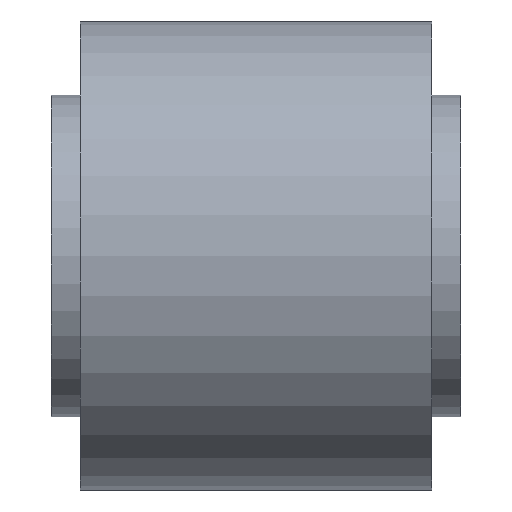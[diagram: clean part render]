
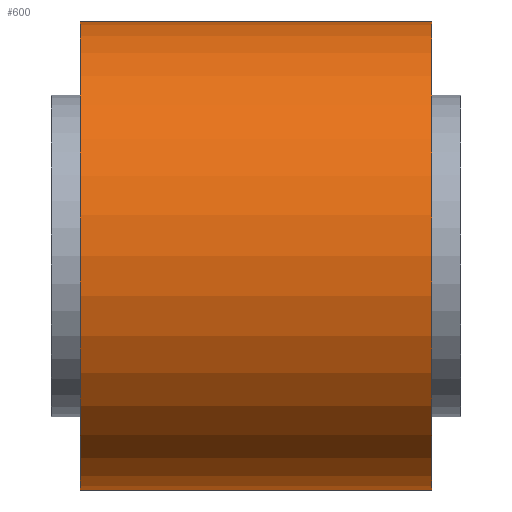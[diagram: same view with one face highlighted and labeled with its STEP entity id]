
A CAD part, top view. The second image highlights one B-rep face of the part: STEP entity #600.
In plain terms, the highlighted cylindrical face has radius 80 mm (diameter 160 mm), a full revolution.
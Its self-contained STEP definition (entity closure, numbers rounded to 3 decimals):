
#35=B_SPLINE_CURVE_WITH_KNOTS('',3,(#1028,#1029,#1030,#1031,#1032,#1033,
#1034,#1035,#1036,#1037,#1038,#1039,#1040,#1041,#1042,#1043,#1044,#1045,
#1046),.UNSPECIFIED.,.T.,.F.,(1,1,1,1,1,1,1,1,1,1,1,1,1,1,1,1,1,1,1,1,1,
1,1),(-0.015,-0.01,-0.005,0.,0.005,
0.01,0.015,0.02,0.025,
0.03,0.035,0.04,0.045,
0.05,0.055,0.06,0.065,
0.07,0.075,0.08,0.085,
0.091,0.096),.UNSPECIFIED.);
#123=ORIENTED_EDGE('',*,*,#277,.F.);
#124=ORIENTED_EDGE('',*,*,#278,.T.);
#125=ORIENTED_EDGE('',*,*,#279,.F.);
#277=EDGE_CURVE('',#353,#353,#397,.T.);
#278=EDGE_CURVE('',#354,#354,#398,.T.);
#279=EDGE_CURVE('',#355,#355,#35,.T.);
#353=VERTEX_POINT('',#1025);
#354=VERTEX_POINT('',#1027);
#355=VERTEX_POINT('',#1047);
#397=CIRCLE('',#676,80.);
#398=CIRCLE('',#677,80.);
#432=EDGE_LOOP('',(#123));
#433=EDGE_LOOP('',(#124));
#434=EDGE_LOOP('',(#125));
#504=FACE_BOUND('',#432,.T.);
#505=FACE_BOUND('',#433,.T.);
#506=FACE_BOUND('',#434,.T.);
#573=CYLINDRICAL_SURFACE('',#675,80.);
#600=ADVANCED_FACE('',(#504,#505,#506),#573,.T.);
#675=AXIS2_PLACEMENT_3D('',#1023,#804,#805);
#676=AXIS2_PLACEMENT_3D('',#1024,#806,#807);
#677=AXIS2_PLACEMENT_3D('',#1026,#808,#809);
#804=DIRECTION('',(1.,0.,0.));
#805=DIRECTION('',(0.,0.,-1.));
#806=DIRECTION('',(1.,0.,0.));
#807=DIRECTION('',(0.,0.,-1.));
#808=DIRECTION('',(1.,0.,0.));
#809=DIRECTION('',(0.,0.,-1.));
#1023=CARTESIAN_POINT('',(70.,0.,0.));
#1024=CARTESIAN_POINT('',(60.,0.,0.));
#1025=CARTESIAN_POINT('',(60.,0.,-80.));
#1026=CARTESIAN_POINT('',(-60.,0.,0.));
#1027=CARTESIAN_POINT('',(-60.,0.,-80.));
#1028=CARTESIAN_POINT('',(-12.171,-5.073,-79.887));
#1029=CARTESIAN_POINT('',(-13.188,0.004,-80.056));
#1030=CARTESIAN_POINT('',(-12.176,5.056,-79.888));
#1031=CARTESIAN_POINT('',(-9.32,9.323,-79.483));
#1032=CARTESIAN_POINT('',(-5.055,12.176,-79.075));
#1033=CARTESIAN_POINT('',(-0.008,13.185,-78.904));
#1034=CARTESIAN_POINT('',(5.044,12.182,-79.074));
#1035=CARTESIAN_POINT('',(9.32,9.325,-79.482));
#1036=CARTESIAN_POINT('',(12.177,5.054,-79.888));
#1037=CARTESIAN_POINT('',(13.185,0.005,-80.056));
#1038=CARTESIAN_POINT('',(12.181,-5.044,-79.888));
#1039=CARTESIAN_POINT('',(9.33,-9.313,-79.484));
#1040=CARTESIAN_POINT('',(5.067,-12.172,-79.076));
#1041=CARTESIAN_POINT('',(0.011,-13.187,-78.904));
#1042=CARTESIAN_POINT('',(-5.046,-12.181,-79.075));
#1043=CARTESIAN_POINT('',(-9.315,-9.327,-79.482));
#1044=CARTESIAN_POINT('',(-12.171,-5.073,-79.887));
#1045=CARTESIAN_POINT('',(-13.188,0.004,-80.056));
#1046=CARTESIAN_POINT('',(-12.176,5.056,-79.888));
#1047=CARTESIAN_POINT('',(-12.85,0.,-80.));
